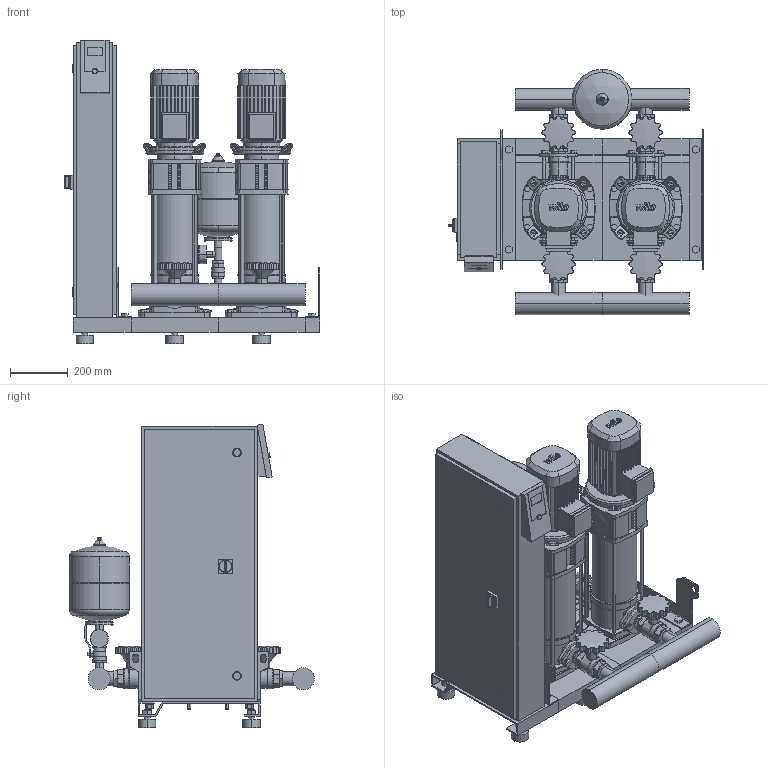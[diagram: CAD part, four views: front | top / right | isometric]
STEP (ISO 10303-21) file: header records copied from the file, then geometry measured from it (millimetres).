
FILE_DESCRIPTION((''),'2;1');
FILE_NAME('3d_SiBoostSmart2HELIXV1006-2536079.stp','2016-01-25T10:16:48',(''),(''),'Mechanical Desktop 2009','Mechanical Desktop 2009',', , ');
FILE_SCHEMA(('CONFIG_CONTROL_DESIGN'));
Length unit declared in the file: millimetre
Products named in the file (1): Product
Bounding box: 880 x 845.05 x 1048.4 mm (x, y, z)
Volume: 116039043.5 mm3; surface area: 8083065.1 mm2
Topology: 123 solids, 123 shells, 3274 faces, 8224 edges, 5360 vertices
Faces by surface type: plane 1175, cylinder 930, bspline 919, cone 162, torus 70, sphere 18
Entity records: 105608 total; most frequent: CARTESIAN_POINT 27870, ORIENTED_EDGE 16424, DIRECTION 15388, EDGE_CURVE 8212, VERTEX_POINT 5356, AXIS2_PLACEMENT_3D 5248, VECTOR 4892, LINE 4892
